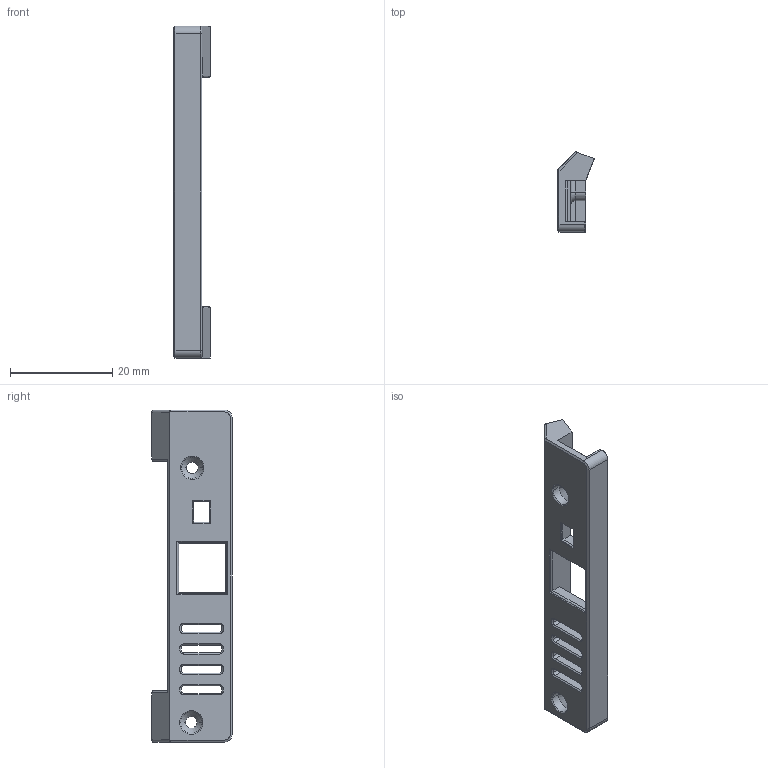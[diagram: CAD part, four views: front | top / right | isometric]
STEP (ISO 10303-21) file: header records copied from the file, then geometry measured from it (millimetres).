
FILE_DESCRIPTION (( 'STEP AP214' ), '1' );
FILE_NAME ('Camera cover.STEP', '2025-08-09T06:11:11', ( '' ), ( '' ), 'SwSTEP 2.0', 'SolidWorks 2021', '' );
FILE_SCHEMA (( 'AUTOMOTIVE_DESIGN' ));
Length unit declared in the file: millimetre
Products named in the file (1): Camera cover
Bounding box: 7.11 x 15.69 x 65 mm (x, y, z)
Volume: 2456.8 mm3; surface area: 2975 mm2
Topology: 1 solids, 1 shells, 161 faces, 411 edges, 251 vertices
Faces by surface type: plane 81, cylinder 50, cone 26, torus 4
Entity records: 4843 total; most frequent: CARTESIAN_POINT 890, ORIENTED_EDGE 822, DIRECTION 817, EDGE_CURVE 411, VECTOR 285, LINE 285, AXIS2_PLACEMENT_3D 266, VERTEX_POINT 251
